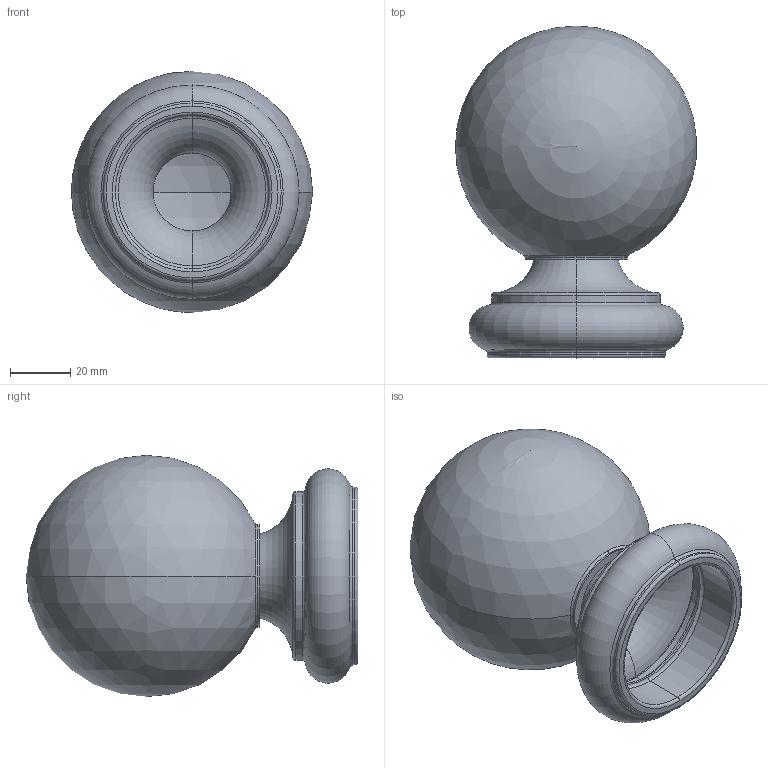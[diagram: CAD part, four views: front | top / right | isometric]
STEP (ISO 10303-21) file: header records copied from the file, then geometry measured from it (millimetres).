
FILE_DESCRIPTION (( 'STEP AP214' ), '1' );
FILE_NAME ('àðò. KRT102.STEP', '2014-05-24T19:20:50', ( '' ), ( '' ), 'SwSTEP 2.0', 'SolidWorks 2014', '' );
FILE_SCHEMA (( 'AUTOMOTIVE_DESIGN' ));
Length unit declared in the file: millimetre
Products named in the file (1): àðò. KRT102
Bounding box: 79.93 x 110 x 80 mm (x, y, z)
Volume: 24009.6 mm3; surface area: 60148.8 mm2
Topology: 1 solids, 1 shells, 60 faces, 132 edges, 74 vertices
Faces by surface type: torus 36, cylinder 16, sphere 4, plane 4
Entity records: 1626 total; most frequent: DIRECTION 350, CARTESIAN_POINT 251, ORIENTED_EDGE 244, AXIS2_PLACEMENT_3D 167, EDGE_CURVE 122, CIRCLE 106, VERTEX_POINT 68, EDGE_LOOP 64
